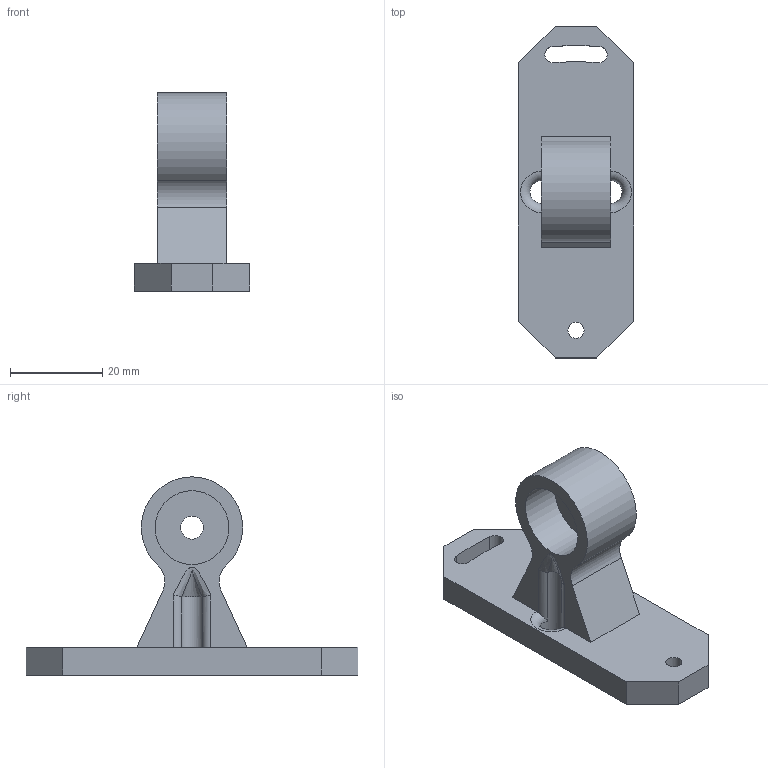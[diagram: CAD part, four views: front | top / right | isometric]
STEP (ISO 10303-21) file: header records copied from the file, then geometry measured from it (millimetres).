
FILE_DESCRIPTION(/* description */ (''),/* implementation_level */ '2;1');
FILE_NAME(/* name */ 'FiberCoupler.stp',/* time_stamp */ '2023-06-07T23:16:37+02:00',/* author */ ('hello'),/* organization */ (''),/* preprocessor_version */ 'ST-DEVELOPER v19.2',/* originating_system */ 'Autodesk Inventor 2023',/* authorisation */ '');
FILE_SCHEMA (('AUTOMOTIVE_DESIGN { 1 0 10303 214 3 1 1 }'));
Length unit declared in the file: millimetre
Products named in the file (1): FiberCoupler
Bounding box: 25 x 72 x 43 mm (x, y, z)
Volume: 16796.8 mm3; surface area: 7723.1 mm2
Topology: 1 solids, 1 shells, 45 faces, 119 edges, 80 vertices
Faces by surface type: cylinder 20, plane 19, torus 2, bspline 2, cone 2
Full cylindrical faces by diameter (mm): 3 x4, 3.5 x1, 5 x3, 16 x1
Entity records: 1871 total; most frequent: CARTESIAN_POINT 684, ORIENTED_EDGE 238, DIRECTION 231, EDGE_CURVE 119, AXIS2_PLACEMENT_3D 86, VERTEX_POINT 80, LINE 59, VECTOR 59
